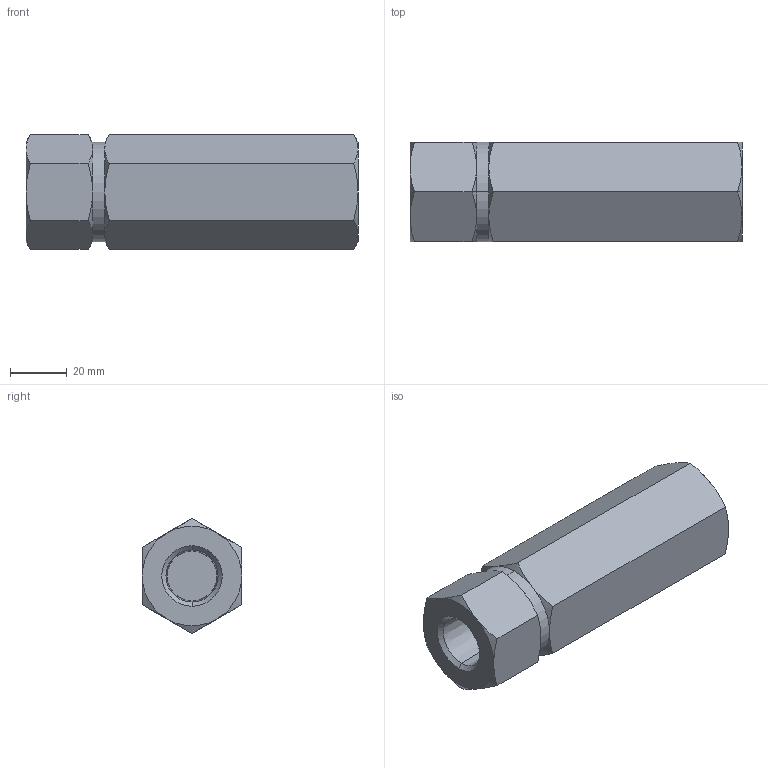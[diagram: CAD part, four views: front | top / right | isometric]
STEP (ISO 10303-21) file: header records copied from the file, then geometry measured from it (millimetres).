
FILE_DESCRIPTION(('starvars output'),'2;1');
FILE_NAME('cv20221116110019000011729.stp','11:00:20 2022/11/16',( 'Thomas Industrial Network Germany GmbH'),( 'Thomas Industrial Network Germany GmbH'),'unknown preprocess','ACIS' ,'unknown authorization');
FILE_SCHEMA(('AUTOMOTIVE_DESIGN_CC2 {UNKNOWN IMPLEMENTATION LEVEL}'));
Length unit declared in the file: millimetre
Products named in the file (1): PRODUCT_ID_1
Bounding box: 116.59 x 34.92 x 40.33 mm (x, y, z)
Volume: 115521.5 mm3; surface area: 17566.9 mm2
Topology: 1 solids, 1 shells, 54 faces, 116 edges, 66 vertices
Faces by surface type: cone 36, plane 16, cylinder 2
Entity records: 1592 total; most frequent: CARTESIAN_POINT 271, ORIENTED_EDGE 232, EDGE_CURVE 116, DIRECTION 96, VERTEX_POINT 66, EDGE_LOOP 56, FACE_BOUND 56, STYLED_ITEM 55
